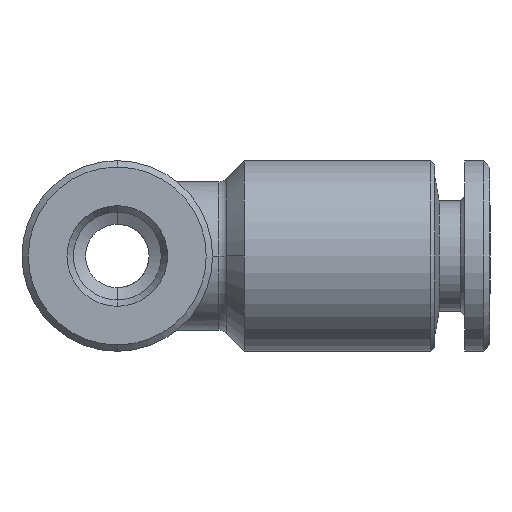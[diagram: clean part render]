
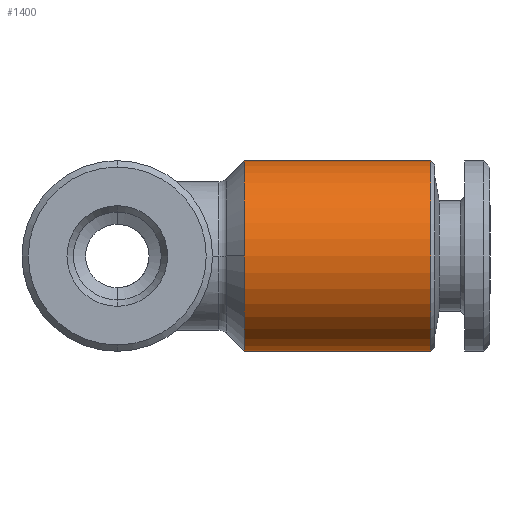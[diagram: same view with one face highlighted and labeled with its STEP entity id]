
A CAD part, left-side view. The second image highlights one B-rep face of the part: STEP entity #1400.
In plain terms, the highlighted cylindrical face has radius 4.5 mm (diameter 9 mm), a partial arc.
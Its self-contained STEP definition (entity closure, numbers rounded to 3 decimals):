
#66 = AXIS2_PLACEMENT_3D ( 'NONE', #79, #125, #127 ) ;
#79 = CARTESIAN_POINT ( 'NONE',  ( 0., -6., 0. ) ) ;
#89 = CARTESIAN_POINT ( 'NONE',  ( 0., -14.8, -4.5 ) ) ;
#125 = DIRECTION ( 'NONE',  ( 0., -1., 0. ) ) ;
#127 = DIRECTION ( 'NONE',  ( 1., 0., 0. ) ) ;
#131 = DIRECTION ( 'NONE',  ( 0., 1., 0. ) ) ;
#132 = VECTOR ( 'NONE', #131, 1000. ) ;
#133 = CARTESIAN_POINT ( 'NONE',  ( 0., 0., -4.5 ) ) ;
#134 = LINE ( 'NONE', #133, #132 ) ;
#136 = DIRECTION ( 'NONE',  ( 0., 1., 0. ) ) ;
#137 = CARTESIAN_POINT ( 'NONE',  ( 0., 0., 4.5 ) ) ;
#141 = CARTESIAN_POINT ( 'NONE',  ( 0., -6., 4.5 ) ) ;
#146 = CARTESIAN_POINT ( 'NONE',  ( 0., -6., -4.5 ) ) ;
#153 = VECTOR ( 'NONE', #136, 1000. ) ;
#154 = LINE ( 'NONE', #137, #153 ) ;
#229 = CIRCLE ( 'NONE', #66, 4.5 ) ;
#365 = CARTESIAN_POINT ( 'NONE',  ( -4.5, -6., 0. ) ) ;
#769 = CARTESIAN_POINT ( 'NONE',  ( 0., -14.8, 0. ) ) ;
#774 = DIRECTION ( 'NONE',  ( 0., 0., 1. ) ) ;
#775 = DIRECTION ( 'NONE',  ( 0., 1., 0. ) ) ;
#776 = AXIS2_PLACEMENT_3D ( 'NONE', #769, #775, #774 ) ;
#777 = CIRCLE ( 'NONE', #776, 4.5 ) ;
#807 = FACE_OUTER_BOUND ( 'NONE', #1366, .T. ) ;
#842 = CYLINDRICAL_SURFACE ( 'NONE', #865, 4.5 ) ;
#865 = AXIS2_PLACEMENT_3D ( 'NONE', #874, #873, #872 ) ;
#872 = DIRECTION ( 'NONE',  ( 0., 0., 1. ) ) ;
#873 = DIRECTION ( 'NONE',  ( 0., 1., 0. ) ) ;
#874 = CARTESIAN_POINT ( 'NONE',  ( 0., 0., 0. ) ) ;
#951 = CARTESIAN_POINT ( 'NONE',  ( 0., -6., 0. ) ) ;
#953 = AXIS2_PLACEMENT_3D ( 'NONE', #951, #959, #954 ) ;
#954 = DIRECTION ( 'NONE',  ( 1., 0., 0. ) ) ;
#959 = DIRECTION ( 'NONE',  ( 0., -1., 0. ) ) ;
#975 = CIRCLE ( 'NONE', #953, 4.5 ) ;
#1359 = ORIENTED_EDGE ( 'NONE', *, *, #1385, .T. ) ;
#1360 = ORIENTED_EDGE ( 'NONE', *, *, #2204, .F. ) ;
#1366 = EDGE_LOOP ( 'NONE', ( #1360, #1359, #1369, #1383, #1406 ) ) ;
#1369 = ORIENTED_EDGE ( 'NONE', *, *, #2198, .T. ) ;
#1383 = ORIENTED_EDGE ( 'NONE', *, *, #2308, .T. ) ;
#1385 = EDGE_CURVE ( 'NONE', #2244, #2156, #777, .T. ) ;
#1400 = ADVANCED_FACE ( 'NONE', ( #807 ), #842, .T. ) ;
#1406 = ORIENTED_EDGE ( 'NONE', *, *, #1476, .T. ) ;
#1476 = EDGE_CURVE ( 'NONE', #2369, #2199, #975, .T. ) ;
#1903 = CARTESIAN_POINT ( 'NONE',  ( 0., -14.8, 4.5 ) ) ;
#2156 = VERTEX_POINT ( 'NONE', #1903 ) ;
#2196 = VERTEX_POINT ( 'NONE', #141 ) ;
#2198 = EDGE_CURVE ( 'NONE', #2156, #2196, #154, .T. ) ;
#2199 = VERTEX_POINT ( 'NONE', #146 ) ;
#2204 = EDGE_CURVE ( 'NONE', #2244, #2199, #134, .T. ) ;
#2244 = VERTEX_POINT ( 'NONE', #89 ) ;
#2308 = EDGE_CURVE ( 'NONE', #2196, #2369, #229, .T. ) ;
#2369 = VERTEX_POINT ( 'NONE', #365 ) ;
